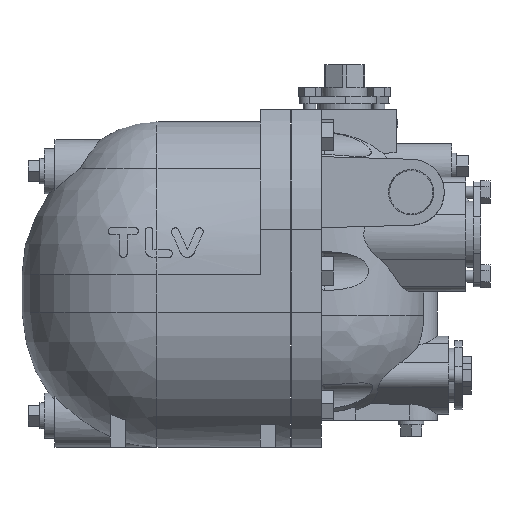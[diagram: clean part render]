
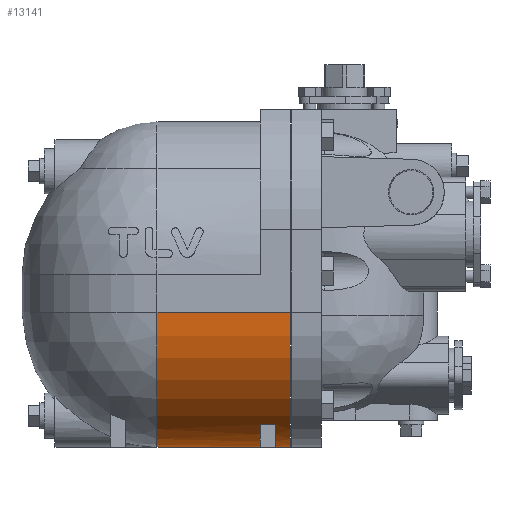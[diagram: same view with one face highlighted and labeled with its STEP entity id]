
A CAD part, front view. The second image highlights one B-rep face of the part: STEP entity #13141.
In plain terms, the highlighted cylindrical face has radius 90 mm (diameter 180 mm), a partial arc.
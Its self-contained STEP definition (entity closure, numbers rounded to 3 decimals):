
#115=CARTESIAN_POINT('',(-89.,0.0,-90.0));
#116=VERTEX_POINT('',#115);
#117=CARTESIAN_POINT('',(-89.0,90.0,0.));
#118=VERTEX_POINT('',#117);
#119=CARTESIAN_POINT('',(-89.0,0.0,0.0));
#120=DIRECTION('',(1.0,0.0,0.0));
#121=DIRECTION('',(0.0,1.0,0.0));
#122=AXIS2_PLACEMENT_3D('',#119,#120,#121);
#123=CIRCLE('',#122,90.0);
#124=EDGE_CURVE('',#116,#118,#123,.T.);
#313=CARTESIAN_POINT('',(-89.0,-90.0,0.));
#314=VERTEX_POINT('',#313);
#315=CARTESIAN_POINT('',(-89.0,0.0,0.0));
#316=DIRECTION('',(1.0,0.0,0.0));
#317=DIRECTION('',(0.0,1.0,0.0));
#318=AXIS2_PLACEMENT_3D('',#315,#316,#317);
#319=CIRCLE('',#318,90.0);
#320=EDGE_CURVE('',#314,#116,#319,.T.);
#12299=CARTESIAN_POINT('',(-20.0,0.0,-90.0));
#12300=VERTEX_POINT('',#12299);
#12317=CARTESIAN_POINT('',(-10.0,0.0,-90.0));
#12318=VERTEX_POINT('',#12317);
#12355=CARTESIAN_POINT('',(-10.0,-50.0,-74.833));
#12356=VERTEX_POINT('',#12355);
#12357=CARTESIAN_POINT('',(-10.0,0.0,0.0));
#12358=DIRECTION('',(1.0,0.0,0.0));
#12359=DIRECTION('',(0.0,-1.0,0.0));
#12360=AXIS2_PLACEMENT_3D('',#12357,#12358,#12359);
#12361=CIRCLE('',#12360,90.0);
#12362=EDGE_CURVE('',#12356,#12318,#12361,.T.);
#12379=CARTESIAN_POINT('',(-10.0,50.,-74.833));
#12380=VERTEX_POINT('',#12379);
#12381=CARTESIAN_POINT('',(-10.0,0.0,0.0));
#12382=DIRECTION('',(1.0,0.0,0.0));
#12383=DIRECTION('',(0.0,-1.0,0.0));
#12384=AXIS2_PLACEMENT_3D('',#12381,#12382,#12383);
#12385=CIRCLE('',#12384,90.0);
#12386=EDGE_CURVE('',#12318,#12380,#12385,.T.);
#12403=CARTESIAN_POINT('',(-20.0,-50.0,-74.833));
#12404=VERTEX_POINT('',#12403);
#12405=CARTESIAN_POINT('',(-20.0,0.0,0.0));
#12406=DIRECTION('',(-1.0,0.0,0.0));
#12407=DIRECTION('',(0.0,-1.0,0.0));
#12408=AXIS2_PLACEMENT_3D('',#12405,#12406,#12407);
#12409=CIRCLE('',#12408,90.0);
#12410=EDGE_CURVE('',#12300,#12404,#12409,.T.);
#12427=CARTESIAN_POINT('',(-20.0,-50.0,-74.833));
#12428=DIRECTION('',(1.0,0.0,0.0));
#12429=VECTOR('',#12428,10.0);
#12430=LINE('',#12427,#12429);
#12431=EDGE_CURVE('',#12404,#12356,#12430,.T.);
#12444=CARTESIAN_POINT('',(-20.0,50.,-74.833));
#12445=VERTEX_POINT('',#12444);
#12446=CARTESIAN_POINT('',(-10.0,50.,-74.833));
#12447=DIRECTION('',(-1.0,0.0,0.0));
#12448=VECTOR('',#12447,10.0);
#12449=LINE('',#12446,#12448);
#12450=EDGE_CURVE('',#12380,#12445,#12449,.T.);
#12468=CARTESIAN_POINT('',(-20.0,0.0,0.0));
#12469=DIRECTION('',(-1.0,0.0,0.0));
#12470=DIRECTION('',(0.0,-1.0,0.0));
#12471=AXIS2_PLACEMENT_3D('',#12468,#12469,#12470);
#12472=CIRCLE('',#12471,90.0);
#12473=EDGE_CURVE('',#12445,#12300,#12472,.T.);
#12795=CARTESIAN_POINT('',(0.0,-90.,0.0));
#12796=VERTEX_POINT('',#12795);
#12797=CARTESIAN_POINT('',(0.0,90.0,0.0));
#12798=VERTEX_POINT('',#12797);
#12799=CARTESIAN_POINT('',(0.0,0.0,0.0));
#12800=DIRECTION('',(1.0,0.0,0.0));
#12801=DIRECTION('',(0.0,-1.0,0.0));
#12802=AXIS2_PLACEMENT_3D('',#12799,#12800,#12801);
#12803=CIRCLE('',#12802,90.0);
#12804=EDGE_CURVE('',#12796,#12798,#12803,.T.);
#13040=CARTESIAN_POINT('',(0.0,90.0,0.0));
#13041=DIRECTION('',(-1.0,0.0,0.0));
#13042=VECTOR('',#13041,89.0);
#13043=LINE('',#13040,#13042);
#13044=EDGE_CURVE('',#12798,#118,#13043,.T.);
#13110=CARTESIAN_POINT('',(0.0,-90.,0.0));
#13111=DIRECTION('',(-1.0,0.0,0.0));
#13112=VECTOR('',#13111,89.0);
#13113=LINE('',#13110,#13112);
#13114=EDGE_CURVE('',#12796,#314,#13113,.T.);
#13121=CARTESIAN_POINT('',(0.0,0.0,0.0));
#13122=DIRECTION('',(-1.0,0.0,0.0));
#13123=DIRECTION('',(0.0,-1.0,0.0));
#13124=AXIS2_PLACEMENT_3D('',#13121,#13122,#13123);
#13125=CYLINDRICAL_SURFACE('',#13124,90.0);
#13126=ORIENTED_EDGE('',*,*,#12804,.F.);
#13127=ORIENTED_EDGE('',*,*,#13114,.T.);
#13128=ORIENTED_EDGE('',*,*,#320,.T.);
#13129=ORIENTED_EDGE('',*,*,#124,.T.);
#13130=ORIENTED_EDGE('',*,*,#13044,.F.);
#13131=EDGE_LOOP('',(#13126,#13127,#13128,#13129,#13130));
#13132=FACE_OUTER_BOUND('',#13131,.T.);
#13133=ORIENTED_EDGE('',*,*,#12431,.T.);
#13134=ORIENTED_EDGE('',*,*,#12362,.T.);
#13135=ORIENTED_EDGE('',*,*,#12386,.T.);
#13136=ORIENTED_EDGE('',*,*,#12450,.T.);
#13137=ORIENTED_EDGE('',*,*,#12473,.T.);
#13138=ORIENTED_EDGE('',*,*,#12410,.T.);
#13139=EDGE_LOOP('',(#13133,#13134,#13135,#13136,#13137,#13138));
#13140=FACE_BOUND('',#13139,.T.);
#13141=ADVANCED_FACE('',(#13132,#13140),#13125,.T.);
